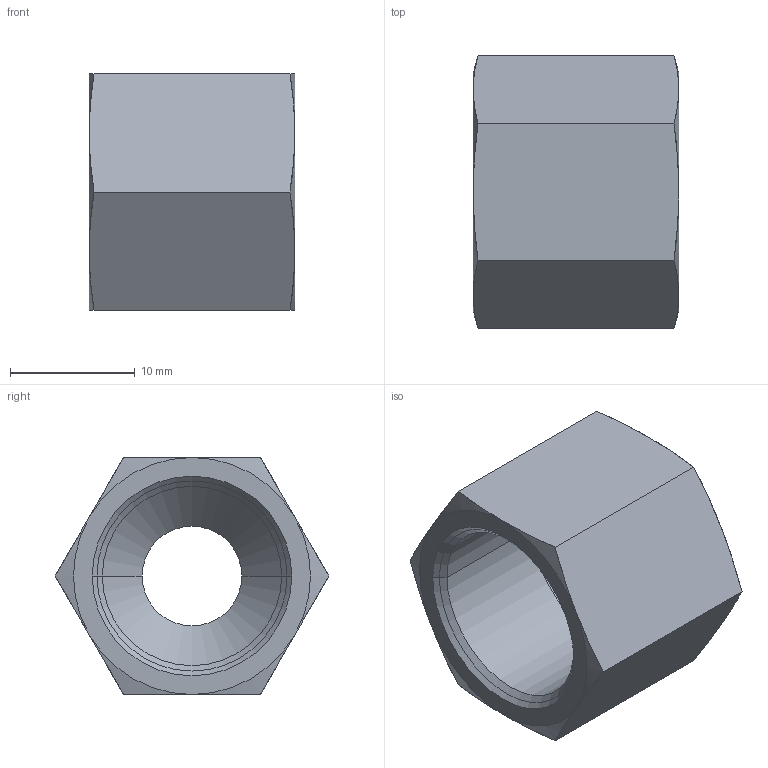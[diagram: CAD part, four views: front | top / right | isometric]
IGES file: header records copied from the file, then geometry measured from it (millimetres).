
Start section:  PTC IGES file: ilcm43000026.igs
Global section: file name: ilcm43000026.igs; native system: Pro/ENGINEER by Parametric Technology Corporation; preprocessor: 2007460; author: mes; organization: Unknown; date: 20090727.095529; units: inch
Bounding box: 16.5 x 21.94 x 19 mm (x, y, z)
Surface area: 2680.3 mm2 (no closed solid volume)
Topology: 0 solids, 0 shells, 33 faces, 144 edges, 144 vertices
Faces by surface type: revolution 24, bspline 9
